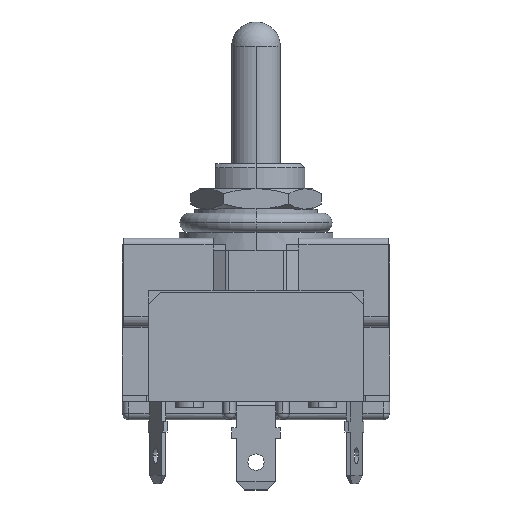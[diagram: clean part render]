
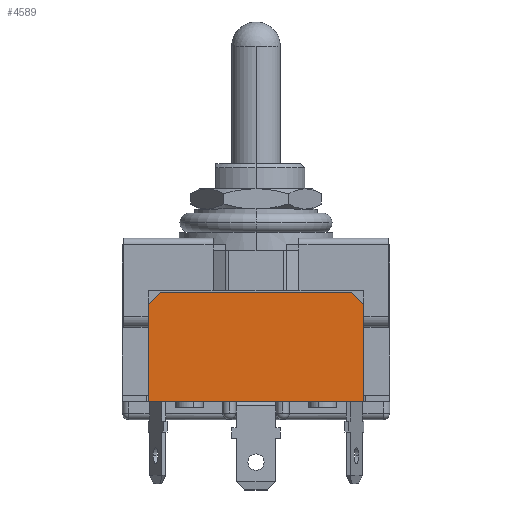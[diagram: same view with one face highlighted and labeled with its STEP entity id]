
A CAD part, top view. The second image highlights one B-rep face of the part: STEP entity #4589.
In plain terms, the highlighted planar face has unit normal (0, 0, 1).
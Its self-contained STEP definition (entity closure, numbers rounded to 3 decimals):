
#87 = ORIENTED_EDGE ( 'NONE', *, *, #5494, .T. ) ;
#273 = VECTOR ( 'NONE', #3882, 1000. ) ;
#315 = ORIENTED_EDGE ( 'NONE', *, *, #10035, .T. ) ;
#368 = ORIENTED_EDGE ( 'NONE', *, *, #3724, .T. ) ;
#826 = LINE ( 'NONE', #6679, #4997 ) ;
#832 = CARTESIAN_POINT ( 'NONE',  ( -13.3, -17., 9.6 ) ) ;
#954 = CARTESIAN_POINT ( 'NONE',  ( -13.3, -5., 9.6 ) ) ;
#1236 = LINE ( 'NONE', #3188, #1794 ) ;
#1794 = VECTOR ( 'NONE', #8496, 1000. ) ;
#2510 = CARTESIAN_POINT ( 'NONE',  ( 11.8, -3.5, 9.6 ) ) ;
#2529 = VECTOR ( 'NONE', #5391, 1000. ) ;
#2614 = PLANE ( 'NONE',  #10885 ) ;
#3016 = CARTESIAN_POINT ( 'NONE',  ( -13.3, -17., 9.6 ) ) ;
#3188 = CARTESIAN_POINT ( 'NONE',  ( -13.3, -17., 9.6 ) ) ;
#3724 = EDGE_CURVE ( 'NONE', #10480, #10941, #9838, .T. ) ;
#3818 = ORIENTED_EDGE ( 'NONE', *, *, #8243, .T. ) ;
#3882 = DIRECTION ( 'NONE',  ( 0., -1., 0. ) ) ;
#3982 = LINE ( 'NONE', #954, #4262 ) ;
#4024 = LINE ( 'NONE', #3016, #273 ) ;
#4262 = VECTOR ( 'NONE', #9100, 1000. ) ;
#4362 = EDGE_CURVE ( 'NONE', #10941, #9325, #5015, .T. ) ;
#4387 = EDGE_LOOP ( 'NONE', ( #3818, #368, #7019, #7843, #87, #315 ) ) ;
#4589 = ADVANCED_FACE ( 'NONE', ( #10315 ), #2614, .F. ) ;
#4879 = VERTEX_POINT ( 'NONE', #5059 ) ;
#4997 = VECTOR ( 'NONE', #6186, 1000. ) ;
#5015 = LINE ( 'NONE', #8950, #2529 ) ;
#5059 = CARTESIAN_POINT ( 'NONE',  ( 13.3, -17., 9.6 ) ) ;
#5164 = DIRECTION ( 'NONE',  ( 0., 0., -1. ) ) ;
#5391 = DIRECTION ( 'NONE',  ( -1., 0., 0. ) ) ;
#5494 = EDGE_CURVE ( 'NONE', #11172, #10470, #4024, .T. ) ;
#6186 = DIRECTION ( 'NONE',  ( 0., 1., 0. ) ) ;
#6472 = DIRECTION ( 'NONE',  ( -0.707, 0.707, 0. ) ) ;
#6679 = CARTESIAN_POINT ( 'NONE',  ( 13.3, -17., 9.6 ) ) ;
#7019 = ORIENTED_EDGE ( 'NONE', *, *, #4362, .T. ) ;
#7527 = CARTESIAN_POINT ( 'NONE',  ( -11.8, -3.5, 9.6 ) ) ;
#7843 = ORIENTED_EDGE ( 'NONE', *, *, #10550, .T. ) ;
#8243 = EDGE_CURVE ( 'NONE', #4879, #10480, #826, .T. ) ;
#8496 = DIRECTION ( 'NONE',  ( 1., 0., 0. ) ) ;
#8731 = CARTESIAN_POINT ( 'NONE',  ( -13.3, -3.5, 9.6 ) ) ;
#8822 = CARTESIAN_POINT ( 'NONE',  ( 13.3, -5., 9.6 ) ) ;
#8950 = CARTESIAN_POINT ( 'NONE',  ( -13.3, -3.5, 9.6 ) ) ;
#9100 = DIRECTION ( 'NONE',  ( -0.707, -0.707, 0. ) ) ;
#9325 = VERTEX_POINT ( 'NONE', #7527 ) ;
#9668 = DIRECTION ( 'NONE',  ( -1., 0., 0. ) ) ;
#9838 = LINE ( 'NONE', #10859, #11493 ) ;
#9890 = CARTESIAN_POINT ( 'NONE',  ( -13.3, -5., 9.6 ) ) ;
#10035 = EDGE_CURVE ( 'NONE', #10470, #4879, #1236, .T. ) ;
#10315 = FACE_OUTER_BOUND ( 'NONE', #4387, .T. ) ;
#10470 = VERTEX_POINT ( 'NONE', #832 ) ;
#10480 = VERTEX_POINT ( 'NONE', #8822 ) ;
#10550 = EDGE_CURVE ( 'NONE', #9325, #11172, #3982, .T. ) ;
#10859 = CARTESIAN_POINT ( 'NONE',  ( 11.8, -3.5, 9.6 ) ) ;
#10885 = AXIS2_PLACEMENT_3D ( 'NONE', #8731, #5164, #9668 ) ;
#10941 = VERTEX_POINT ( 'NONE', #2510 ) ;
#11172 = VERTEX_POINT ( 'NONE', #9890 ) ;
#11493 = VECTOR ( 'NONE', #6472, 1000. ) ;
